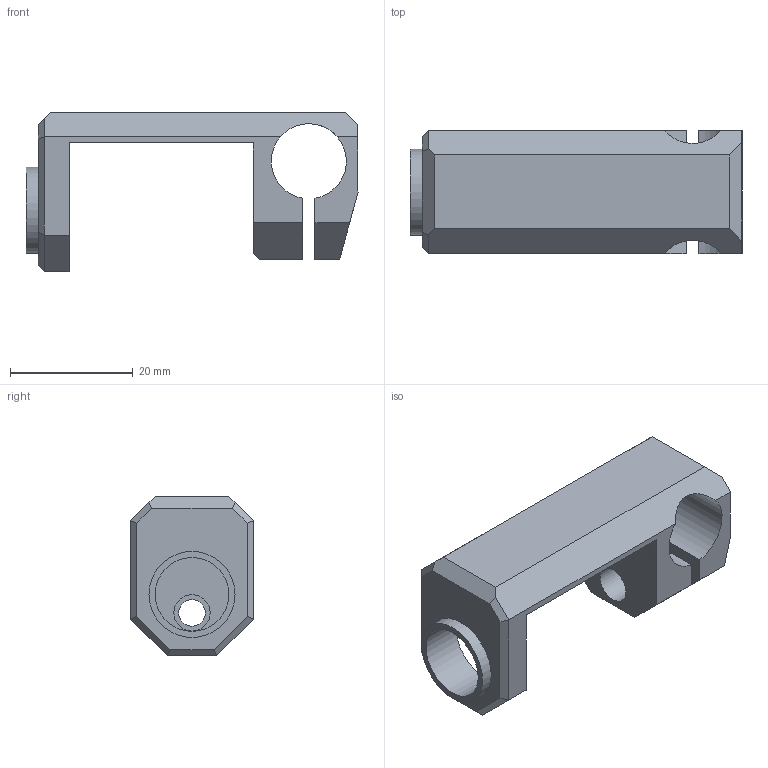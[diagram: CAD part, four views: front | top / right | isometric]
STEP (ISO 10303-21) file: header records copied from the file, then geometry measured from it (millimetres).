
FILE_DESCRIPTION(/* description */ (''),/* implementation_level */ '2;1');
FILE_NAME(/* name */ 'PARKING_LIGHT_HOLDER.step',/* time_stamp */ '2025-08-25T19:38:15+02:00',/* author */ (''),/* organization */ (''),/* preprocessor_version */ 'ST-DEVELOPER v20.1',/* originating_system */ 'Autodesk Translation Framework v14.10.0.0',/* authorisation */ '');
FILE_SCHEMA (('AUTOMOTIVE_DESIGN { 1 0 10303 214 3 1 1 }'));
Length unit declared in the file: millimetre
Products named in the file (1): PARKING_LIGHT_HOLDER
Bounding box: 54 x 20 x 26 mm (x, y, z)
Volume: 8285 mm3; surface area: 5549.1 mm2
Topology: 1 solids, 1 shells, 44 faces, 114 edges, 74 vertices
Faces by surface type: plane 38, cylinder 6
Full cylindrical faces by diameter (mm): 4.3 x1, 5.9 x1, 7.5 x1, 12 x1, 14 x1
Entity records: 1371 total; most frequent: CARTESIAN_POINT 233, ORIENTED_EDGE 228, DIRECTION 220, EDGE_CURVE 114, LINE 98, VECTOR 98, VERTEX_POINT 74, AXIS2_PLACEMENT_3D 61
